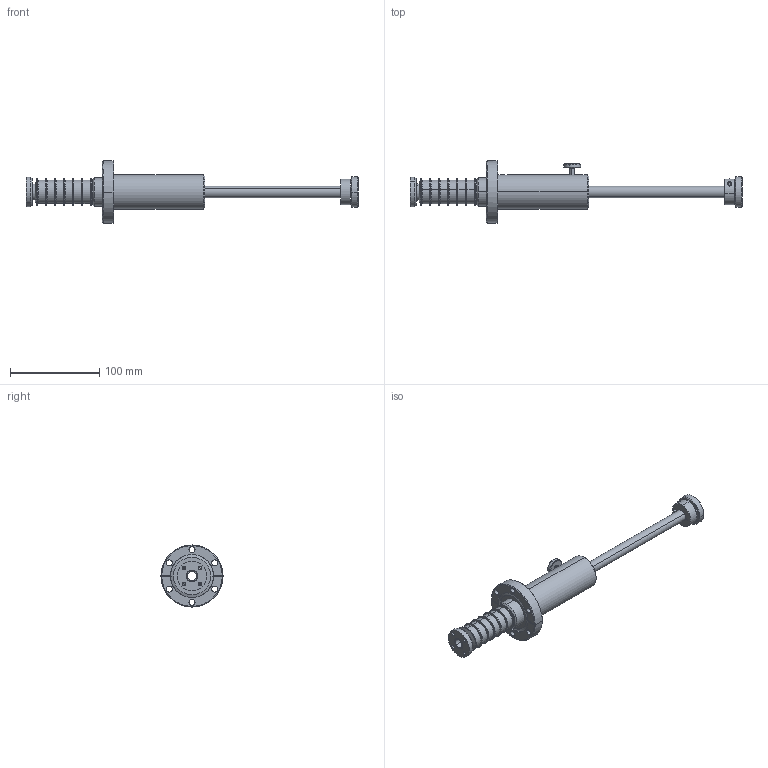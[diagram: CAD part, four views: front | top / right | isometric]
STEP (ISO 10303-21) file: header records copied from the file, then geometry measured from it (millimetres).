
FILE_DESCRIPTION (( 'STEP AP214' ), '1' );
FILE_NAME ('SN102289-01, FLMH-275-50-6.STEP', '2017-02-28T15:42:45', ( 'My Thermionics' ), ( '' ), 'SwSTEP 2.0', 'SolidWorks 2010', '' );
FILE_SCHEMA (( 'AUTOMOTIVE_DESIGN' ));
Length unit declared in the file: inch
Products named in the file (1): SN102289-01, FLMH-275-50-6
Bounding box: 371.25 x 69.34 x 69.34 mm (x, y, z)
Surface area: 72374.5 mm2 (no closed solid volume)
Topology: 0 solids, 33 shells, 255 faces, 656 edges, 441 vertices
Faces by surface type: cylinder 133, plane 66, cone 54, torus 2
Entity records: 11527 total; most frequent: CARTESIAN_POINT 1655, DIRECTION 1540, ORIENTED_EDGE 1133, EDGE_CURVE 654, AXIS2_PLACEMENT_3D 644, VERTEX_POINT 441, CIRCLE 388, EDGE_LOOP 333
